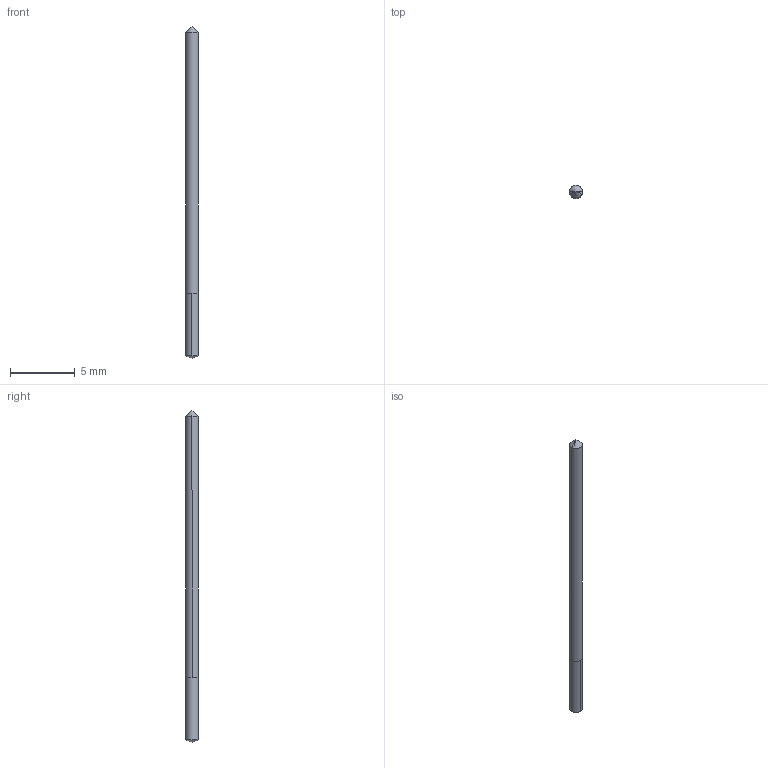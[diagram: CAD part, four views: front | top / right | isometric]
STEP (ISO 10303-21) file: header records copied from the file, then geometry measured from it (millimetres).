
FILE_DESCRIPTION (( 'STEP AP203' ), '1' );
FILE_NAME ('62021.STEP', '2024-04-23T04:48:46', ( '' ), ( '' ), 'SwSTEP 2.0', 'SolidWorks 2023', '' );
FILE_SCHEMA (( 'CONFIG_CONTROL_DESIGN' ));
Length unit declared in the file: inch
Products named in the file (1): 62021
Bounding box: 1 x 1 x 25.71 mm (x, y, z)
Volume: 19.9 mm3; surface area: 82.2 mm2
Topology: 2 solids, 2 shells, 12 faces, 24 edges, 12 vertices
Faces by surface type: cone 6, cylinder 4, plane 2
Entity records: 359 total; most frequent: DIRECTION 56, CARTESIAN_POINT 45, ORIENTED_EDGE 40, AXIS2_PLACEMENT_3D 23, EDGE_CURVE 20, ADVANCED_FACE 12, FACE_OUTER_BOUND 12, VERTEX_POINT 12
